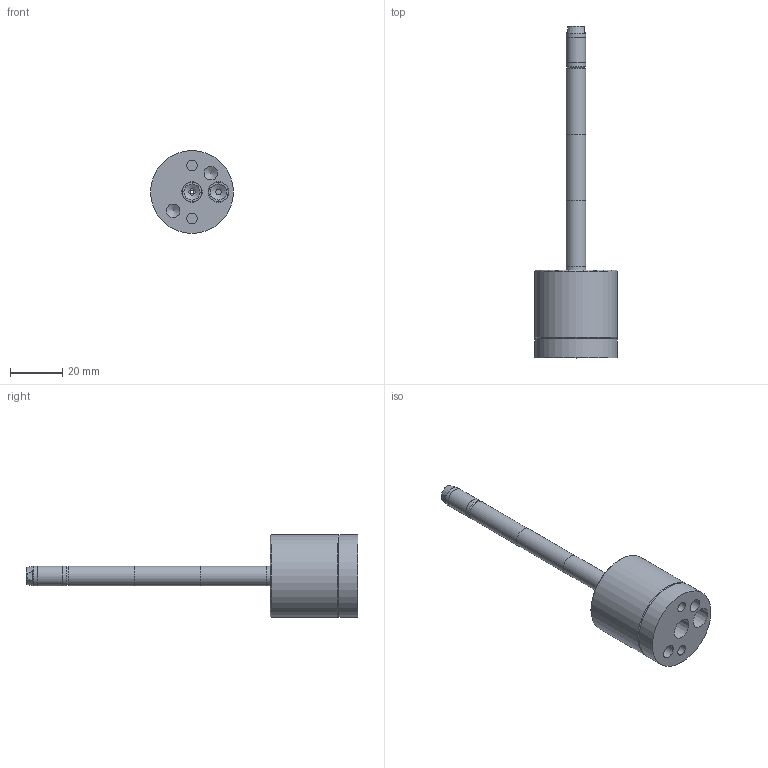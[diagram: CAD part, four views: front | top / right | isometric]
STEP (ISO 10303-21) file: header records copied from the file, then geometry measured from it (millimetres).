
FILE_DESCRIPTION (( 'STEP AP214' ), '1' );
FILE_NAME ('CTSC-001471.STEP', '2026-03-12T17:41:01', ( '' ), ( '' ), 'SwSTEP 2.0', 'SolidWorks 2023', '' );
FILE_SCHEMA (( 'AUTOMOTIVE_DESIGN' ));
Length unit declared in the file: millimetre
Products named in the file (1): CTSC-001471
Bounding box: 31.75 x 127.23 x 31.75 mm (x, y, z)
Volume: 28869.6 mm3; surface area: 12776.2 mm2
Topology: 8 solids, 8 shells, 84 faces, 156 edges, 101 vertices
Faces by surface type: plane 37, cylinder 30, cone 13, torus 4
Full cylindrical faces by diameter (mm): 1.321 x1, 2.38 x1, 2.87 x1, 3.505 x1, 3.937 x2, 4.039 x2, 4.178 x5, 5.16 x2, 6.147 x2, 7.036 x1, 7.341 x1, 7.556 x1, 7.62 x6, 28.321 x1, 28.575 x1, 31.75 x2
Entity records: 2596 total; most frequent: CARTESIAN_POINT 357, DIRECTION 340, ORIENTED_EDGE 200, AXIS2_PLACEMENT_3D 165, EDGE_LOOP 156, FACE_OUTER_BOUND 115, EDGE_CURVE 100, VERTEX_POINT 90
